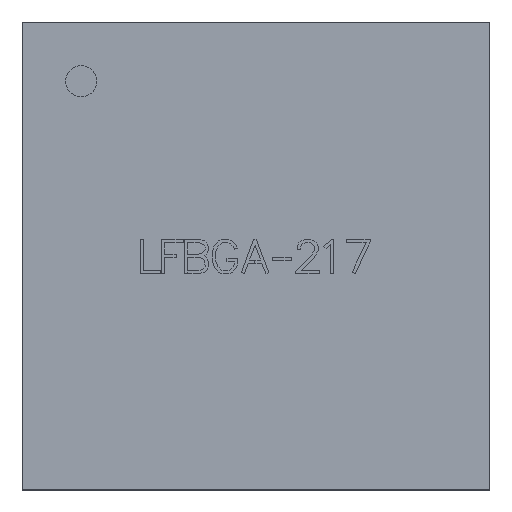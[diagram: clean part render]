
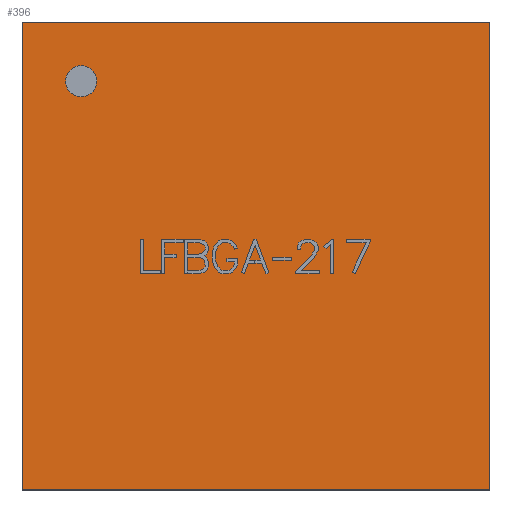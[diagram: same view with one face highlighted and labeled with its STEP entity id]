
A CAD part, top view. The second image highlights one B-rep face of the part: STEP entity #396.
In plain terms, the highlighted planar face has unit normal (0, 0, 1).
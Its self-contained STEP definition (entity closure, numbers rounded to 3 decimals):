
#380 = LINE ( 'NONE', #10809, #6485 ) ;
#396 = ADVANCED_FACE ( 'NONE', ( #2009 ), #9443, .F. ) ;
#679 = AXIS2_PLACEMENT_3D ( 'NONE', #12944, #1227, #3419 ) ;
#708 = CARTESIAN_POINT ( 'NONE',  ( 7.5, -7.5, 1.35 ) ) ;
#1227 = DIRECTION ( 'NONE',  ( 0., 0., -1. ) ) ;
#2009 = FACE_OUTER_BOUND ( 'NONE', #11238, .T. ) ;
#2254 = DIRECTION ( 'NONE',  ( 1., 0., 0. ) ) ;
#3263 = EDGE_CURVE ( 'NONE', #10218, #8762, #380, .T. ) ;
#3419 = DIRECTION ( 'NONE',  ( -1., 0., 0. ) ) ;
#3947 = CARTESIAN_POINT ( 'NONE',  ( -7.5, 7.5, 1.35 ) ) ;
#4419 = VECTOR ( 'NONE', #10951, 1000. ) ;
#4458 = ORIENTED_EDGE ( 'NONE', *, *, #11008, .T. ) ;
#4991 = LINE ( 'NONE', #3947, #6321 ) ;
#5480 = LINE ( 'NONE', #6556, #4419 ) ;
#5659 = LINE ( 'NONE', #6955, #7736 ) ;
#6055 = ORIENTED_EDGE ( 'NONE', *, *, #12511, .T. ) ;
#6321 = VECTOR ( 'NONE', #14419, 1000. ) ;
#6478 = CARTESIAN_POINT ( 'NONE',  ( 7.5, 7.5, 1.35 ) ) ;
#6485 = VECTOR ( 'NONE', #11862, 1000. ) ;
#6556 = CARTESIAN_POINT ( 'NONE',  ( 7.5, 7.5, 1.35 ) ) ;
#6955 = CARTESIAN_POINT ( 'NONE',  ( -7.5, -7.5, 1.35 ) ) ;
#7736 = VECTOR ( 'NONE', #2254, 1000. ) ;
#8762 = VERTEX_POINT ( 'NONE', #6478 ) ;
#8894 = ORIENTED_EDGE ( 'NONE', *, *, #14027, .T. ) ;
#9330 = CARTESIAN_POINT ( 'NONE',  ( -7.5, -7.5, 1.35 ) ) ;
#9443 = PLANE ( 'NONE',  #679 ) ;
#10218 = VERTEX_POINT ( 'NONE', #708 ) ;
#10809 = CARTESIAN_POINT ( 'NONE',  ( 7.5, -7.5, 1.35 ) ) ;
#10951 = DIRECTION ( 'NONE',  ( -1., 0., 0. ) ) ;
#11008 = EDGE_CURVE ( 'NONE', #11406, #10218, #5659, .T. ) ;
#11238 = EDGE_LOOP ( 'NONE', ( #4458, #11733, #8894, #6055 ) ) ;
#11406 = VERTEX_POINT ( 'NONE', #9330 ) ;
#11733 = ORIENTED_EDGE ( 'NONE', *, *, #3263, .T. ) ;
#11862 = DIRECTION ( 'NONE',  ( 0., 1., 0. ) ) ;
#12425 = VERTEX_POINT ( 'NONE', #12796 ) ;
#12511 = EDGE_CURVE ( 'NONE', #12425, #11406, #4991, .T. ) ;
#12796 = CARTESIAN_POINT ( 'NONE',  ( -7.5, 7.5, 1.35 ) ) ;
#12944 = CARTESIAN_POINT ( 'NONE',  ( -7.5, 7.5, 1.35 ) ) ;
#14027 = EDGE_CURVE ( 'NONE', #8762, #12425, #5480, .T. ) ;
#14419 = DIRECTION ( 'NONE',  ( 0., -1., 0. ) ) ;
